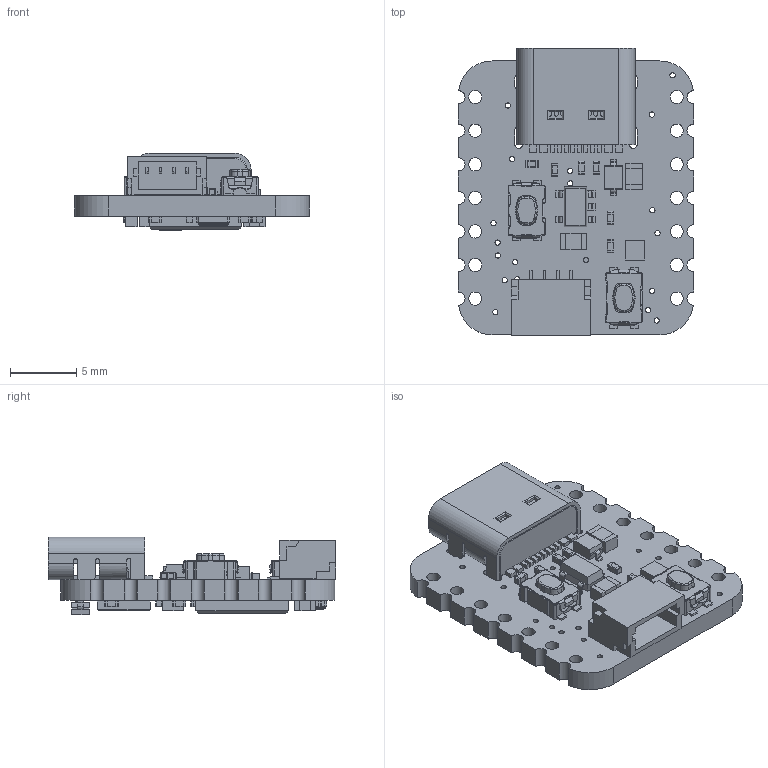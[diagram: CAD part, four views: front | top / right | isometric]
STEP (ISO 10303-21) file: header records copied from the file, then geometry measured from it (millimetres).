
FILE_DESCRIPTION(/* description */ (''),/* implementation_level */ '2;1');
FILE_NAME(/* name */ 'QTPY-RP2040.step',/* time_stamp */ '2021-04-19T13:45:35-04:00',/* author */ (''),/* organization */ (''),/* preprocessor_version */ 'ST-DEVELOPER v18.1',/* originating_system */ 'Autodesk Translation Framework v10.6.0.1341',/* authorisation */ '');
FILE_SCHEMA (('AUTOMOTIVE_DESIGN { 1 0 10303 214 3 1 1 }'));
Length unit declared in the file: millimetre
Products named in the file (15): QT Py RP2040 rev B; PCB Component; Board; 10uF; STEMMA_I2C_QTSKINNY; AP2112K-3.3; WS2812B_SK6805_1515;   NSR0320; 8MB QSPI Flash; 1K; 1uF; USB Type C; RP2040_QFN56; KMR2; 12MHZ
Assembly tree (35 placements, depth 3):
  QT Py RP2040 rev B
    PCB Component
      Board
      10uF  x2
      STEMMA_I2C_QTSKINNY
      AP2112K-3.3
      WS2812B_SK6805_1515
        NSR0320  x2
      8MB QSPI Flash
      1K  x17
      1uF  x3
      USB Type C
      RP2040_QFN56
      KMR2  x2
      12MHZ
Bounding box: 17.78 x 21.76 x 5.87 mm (x, y, z)
Volume: 801.7 mm3; surface area: 2031.7 mm2
Topology: 72 solids, 72 shells, 2277 faces, 5804 edges, 3536 vertices
Faces by surface type: plane 1297, cylinder 742, sphere 142, bspline 42, torus 32, cone 22
Full cylindrical faces by diameter (mm): 0.2 x1, 0.3 x1, 0.394 x29, 0.5 x2, 0.65 x2, 1 x14
Entity records: 39759 total; most frequent: CARTESIAN_POINT 8111, ORIENTED_EDGE 6362, DIRECTION 6289, EDGE_CURVE 3181, LINE 2401, VECTOR 2401, VERTEX_POINT 2034, AXIS2_PLACEMENT_3D 1944
